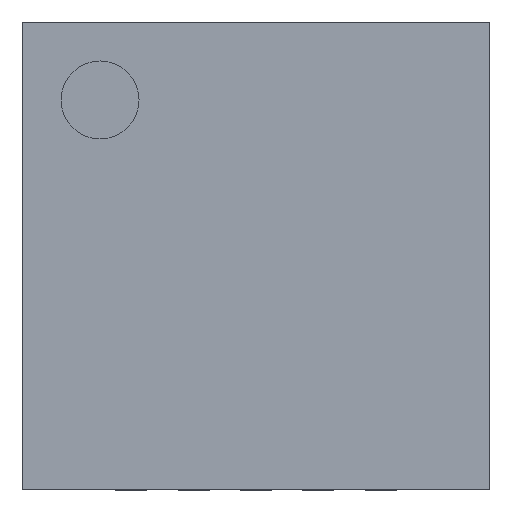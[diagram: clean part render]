
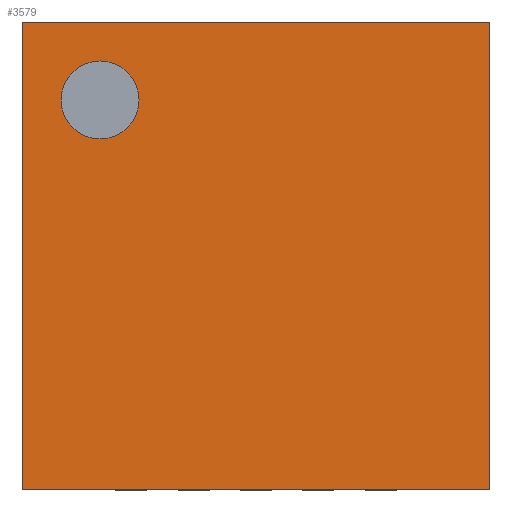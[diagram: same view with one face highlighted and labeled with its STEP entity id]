
A CAD part, top view. The second image highlights one B-rep face of the part: STEP entity #3579.
In plain terms, the highlighted planar face has unit normal (0, 0, 1).
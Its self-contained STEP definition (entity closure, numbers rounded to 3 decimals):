
#62=FACE_BOUND('',#488,.T.);
#83=CIRCLE('',#3791,0.25);
#272=FACE_OUTER_BOUND('',#487,.T.);
#487=EDGE_LOOP('',(#2727,#2728,#2729,#2730));
#488=EDGE_LOOP('',(#2731));
#802=LINE('',#5521,#1226);
#809=LINE('',#5531,#1233);
#818=LINE('',#5543,#1242);
#825=LINE('',#5552,#1249);
#1226=VECTOR('',#4464,1.);
#1233=VECTOR('',#4473,1.);
#1242=VECTOR('',#4484,1.);
#1249=VECTOR('',#4493,1.);
#1544=VERTEX_POINT('',#5276);
#1627=VERTEX_POINT('',#5518);
#1628=VERTEX_POINT('',#5520);
#1630=VERTEX_POINT('',#5530);
#1632=VERTEX_POINT('',#5542);
#1912=EDGE_CURVE('',#1544,#1544,#83,.T.);
#2030=EDGE_CURVE('',#1628,#1627,#802,.T.);
#2037=EDGE_CURVE('',#1630,#1628,#809,.T.);
#2046=EDGE_CURVE('',#1632,#1630,#818,.T.);
#2053=EDGE_CURVE('',#1627,#1632,#825,.T.);
#2727=ORIENTED_EDGE('',*,*,#2030,.T.);
#2728=ORIENTED_EDGE('',*,*,#2053,.T.);
#2729=ORIENTED_EDGE('',*,*,#2046,.T.);
#2730=ORIENTED_EDGE('',*,*,#2037,.T.);
#2731=ORIENTED_EDGE('',*,*,#1912,.T.);
#3385=PLANE('',#3858);
#3579=ADVANCED_FACE('',(#272,#62),#3385,.T.);
#3791=AXIS2_PLACEMENT_3D('',#5277,#4240,#4241);
#3858=AXIS2_PLACEMENT_3D('',#5555,#4496,#4497);
#4240=DIRECTION('center_axis',(0.,0.,-1.));
#4241=DIRECTION('ref_axis',(-1.,0.,0.));
#4464=DIRECTION('',(1.,0.,0.));
#4473=DIRECTION('',(0.,-1.,0.));
#4484=DIRECTION('',(-1.,0.,0.));
#4493=DIRECTION('',(0.,1.,0.));
#4496=DIRECTION('center_axis',(0.,0.,1.));
#4497=DIRECTION('ref_axis',(1.,0.,0.));
#5276=CARTESIAN_POINT('',(-0.75,1.,0.8));
#5277=CARTESIAN_POINT('Origin',(-1.,1.,0.8));
#5518=CARTESIAN_POINT('',(1.5,-1.5,0.8));
#5520=CARTESIAN_POINT('',(-1.5,-1.5,0.8));
#5521=CARTESIAN_POINT('',(-2.,-1.5,0.8));
#5530=CARTESIAN_POINT('',(-1.5,1.5,0.8));
#5531=CARTESIAN_POINT('',(-1.5,2.,0.8));
#5542=CARTESIAN_POINT('',(1.5,1.5,0.8));
#5543=CARTESIAN_POINT('',(2.,1.5,0.8));
#5552=CARTESIAN_POINT('',(1.5,-2.,0.8));
#5555=CARTESIAN_POINT('Origin',(0.,0.,0.8));
